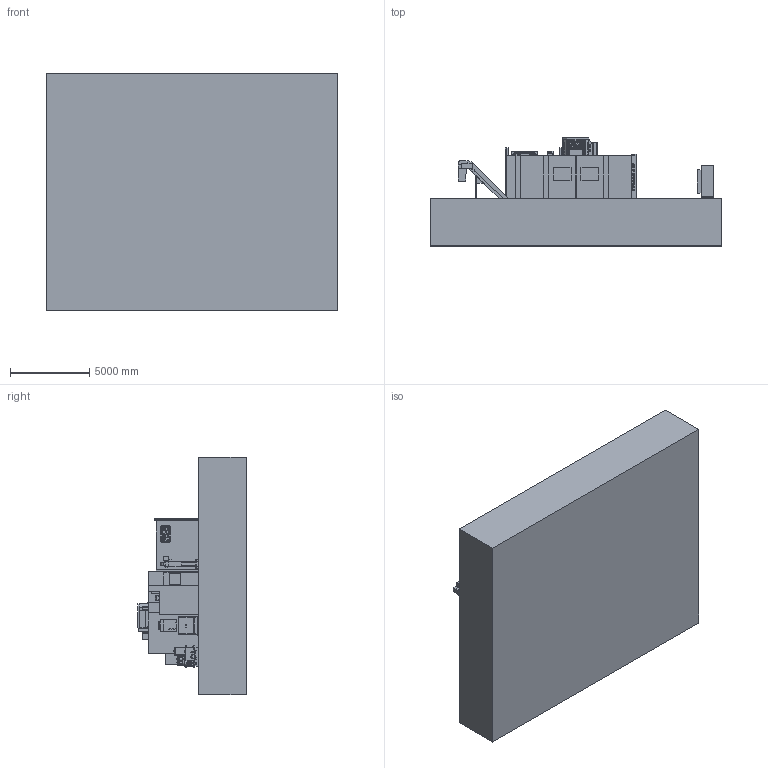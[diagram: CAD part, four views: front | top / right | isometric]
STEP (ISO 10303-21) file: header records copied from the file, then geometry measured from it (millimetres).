
FILE_DESCRIPTION (( 'STEP AP214' ), '1' );
FILE_NAME ('LAYOUT SPEEDMAT PMS.step', '2024-11-17T21:47:10', ( '' ), ( '' ), 'SwSTEP 2.0', 'SolidWorks 2023', '' );
FILE_SCHEMA (( 'AUTOMOTIVE_DESIGN' ));
Length unit declared in the file: millimetre
Products named in the file (37): S003524_NO TETTO - PORTE CHIUSE; S003341_CORSA=3800; S003352; S003526_NO TETTO - PORTE CHIUSE; S003520_NO TETTO - PORTE CHIUSE; S003423_ANTE CHIUSE; S003349; S003522_NO TETTO; S003523_NO TETTO - PORTE CHIUSE; S003592_650_0; S003324_Y=MIN; Z=MAX; W=MIN; S003440_DX; S003310_H=3730; S003499_NO TETTO - PORTE CHIUSE; S003342; S003317_D160; S003581_1 PANNELLO; S003583_RITTAL 3336.459; S003416; S003438; S003504_DEFAULT; S003572; S003582_MODULO 1A; S001568_1000 L; S003439_DX; S003308_L=4000; S003399_TM 100-130; LAYOUT SPEEDMAT PMS; S003343_1600x1600 (PASSO CAVA = 160) SM. 200x200; S003316_D160; S003340_CORSA=MEDIO; B=0°; S003421_RETE - 1000 L; S003576_2102x1110; S003397_L_P=1000 - L_UT=600; S003381_TM 100-130; S003610_5 RUOTE H_A; S003521_NO TETTO - PORTE CHIUSE
Assembly tree (36 placements, depth 3):
  LAYOUT SPEEDMAT PMS
    S003349
    S003324_Y=MIN; Z=MAX; W=MIN
      S003308_L=4000
      S003572
      S003310_H=3730
      S003316_D160
      S003317_D160
    S003340_CORSA=MEDIO; B=0°
      S003341_CORSA=3800
      S003342
      S003343_1600x1600 (PASSO CAVA = 160) SM. 200x200
    S003352
    S003399_TM 100-130
      S003381_TM 100-130
    S003397_L_P=1000 - L_UT=600
    S003610_5 RUOTE H_A
    S003592_650_0
    S003416
    S003576_2102x1110
    S003581_1 PANNELLO
    S003583_RITTAL 3336.459
    S003582_MODULO 1A
    S003421_RETE - 1000 L
      S001568_1000 L
    S003423_ANTE CHIUSE
    S003440_DX
      S003438
      S003439_DX
    S003504_DEFAULT
      S003499_NO TETTO - PORTE CHIUSE
      S003521_NO TETTO - PORTE CHIUSE
      S003520_NO TETTO - PORTE CHIUSE
      S003523_NO TETTO - PORTE CHIUSE
      S003522_NO TETTO
      S003524_NO TETTO - PORTE CHIUSE
      S003526_NO TETTO - PORTE CHIUSE
Bounding box: 18430 x 6848.5 x 15000 mm (x, y, z)
Volume: 817884703566.9 mm3; surface area: 1605694705.9 mm2
Topology: 439 solids, 439 shells, 7863 faces, 19637 edges, 12874 vertices
Faces by surface type: plane 5943, cylinder 1553, cone 150, bspline 107, torus 98, sphere 12
Entity records: 245239 total; most frequent: CARTESIAN_POINT 49431, ORIENTED_EDGE 39106, DIRECTION 38289, EDGE_CURVE 19553, VECTOR 15717, LINE 15717, VERTEX_POINT 12874, AXIS2_PLACEMENT_3D 11286
